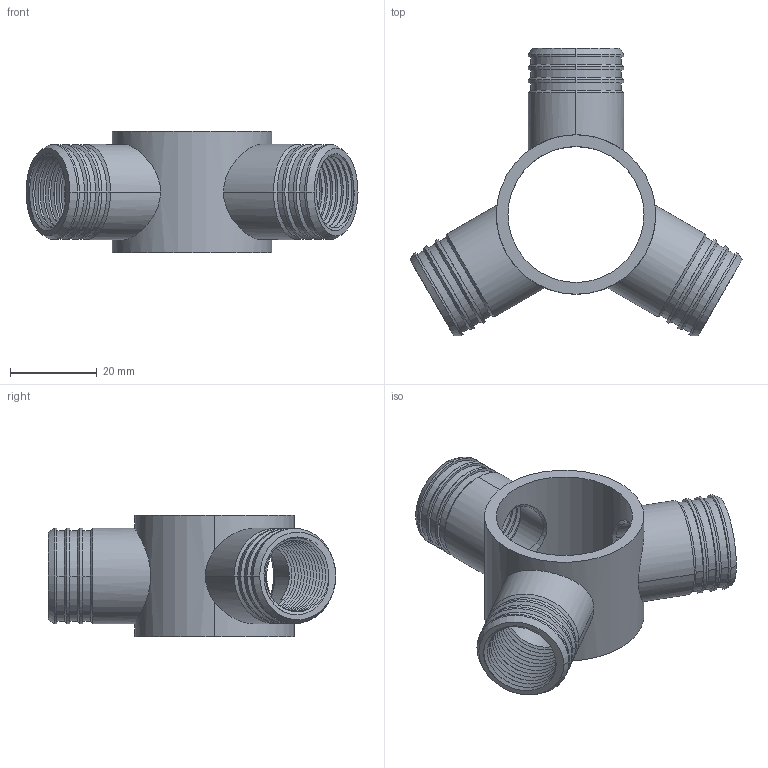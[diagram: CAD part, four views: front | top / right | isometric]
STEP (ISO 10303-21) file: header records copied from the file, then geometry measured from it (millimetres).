
FILE_DESCRIPTION (( 'STEP AP203' ), '1' );
FILE_NAME ('ValveBodyV1_0_1_SAK.STEP', '2020-03-23T12:59:24', ( '' ), ( '' ), 'SwSTEP 2.0', 'SolidWorks 2019', '' );
FILE_SCHEMA (( 'CONFIG_CONTROL_DESIGN' ));
Length unit declared in the file: millimetre
Products named in the file (2): ValveBodyV1_0_1_SAK
Bounding box: 76.64 x 66.38 x 28 mm (x, y, z)
Volume: 15057.7 mm3; surface area: 15387.4 mm2
Topology: 1 solids, 1 shells, 133 faces, 329 edges, 207 vertices
Faces by surface type: cylinder 52, bspline 36, cone 28, plane 17
Entity records: 13225 total; most frequent: CARTESIAN_POINT 10167, ORIENTED_EDGE 656, DIRECTION 549, EDGE_CURVE 328, AXIS2_PLACEMENT_3D 224, VERTEX_POINT 205, EDGE_LOOP 149, FACE_OUTER_BOUND 133
